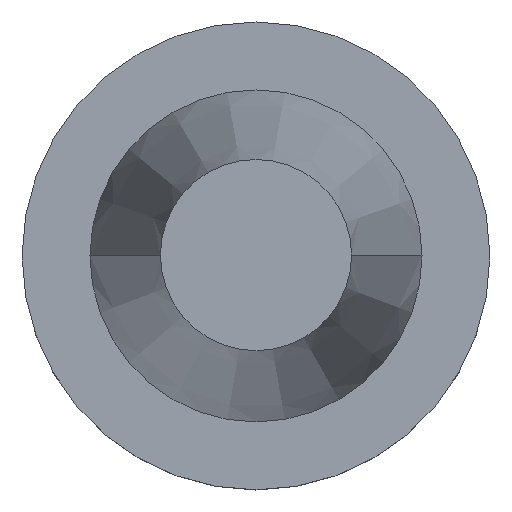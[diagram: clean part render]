
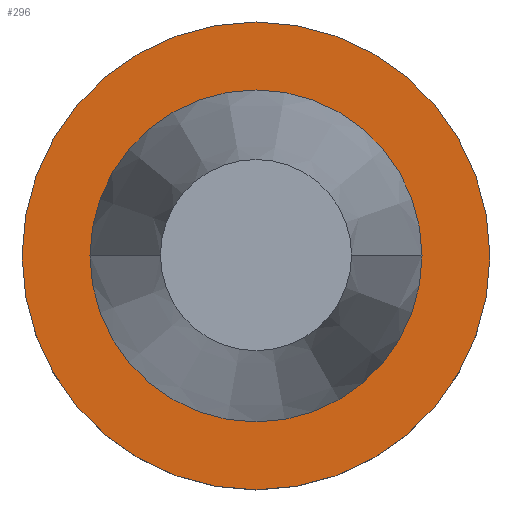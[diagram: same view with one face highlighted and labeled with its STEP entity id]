
A CAD part, top view. The second image highlights one B-rep face of the part: STEP entity #296.
In plain terms, the highlighted planar face has unit normal (0, 0, 1).
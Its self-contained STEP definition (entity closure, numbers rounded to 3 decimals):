
#4 = CIRCLE ( 'NONE', #678, 49.215 ) ;
#8 = CIRCLE ( 'NONE', #429, 34.925 ) ;
#55 = CARTESIAN_POINT ( 'NONE',  ( -49.215, 0., -1.5 ) ) ;
#66 = ORIENTED_EDGE ( 'NONE', *, *, #504, .T. ) ;
#86 = DIRECTION ( 'NONE',  ( 0., 0., 1. ) ) ;
#121 = CIRCLE ( 'NONE', #468, 49.215 ) ;
#124 = ORIENTED_EDGE ( 'NONE', *, *, #490, .T. ) ;
#147 = DIRECTION ( 'NONE',  ( 1., 0., 0. ) ) ;
#153 = VERTEX_POINT ( 'NONE', #55 ) ;
#162 = DIRECTION ( 'NONE',  ( 1., 0., 0. ) ) ;
#175 = DIRECTION ( 'NONE',  ( -1., 0., 0. ) ) ;
#184 = DIRECTION ( 'NONE',  ( 0., 0., 1. ) ) ;
#197 = EDGE_CURVE ( 'NONE', #373, #814, #8, .T. ) ;
#220 = PLANE ( 'NONE',  #514 ) ;
#244 = CARTESIAN_POINT ( 'NONE',  ( 0., 49.215, -1.5 ) ) ;
#251 = EDGE_LOOP ( 'NONE', ( #66, #124 ) ) ;
#296 = ADVANCED_FACE ( 'NONE', ( #762, #834 ), #220, .F. ) ;
#350 = AXIS2_PLACEMENT_3D ( 'NONE', #367, #828, #162 ) ;
#367 = CARTESIAN_POINT ( 'NONE',  ( 0., 0., -1.5 ) ) ;
#373 = VERTEX_POINT ( 'NONE', #432 ) ;
#383 = EDGE_CURVE ( 'NONE', #814, #373, #743, .T. ) ;
#429 = AXIS2_PLACEMENT_3D ( 'NONE', #627, #86, #147 ) ;
#432 = CARTESIAN_POINT ( 'NONE',  ( 34.925, 0., -1.5 ) ) ;
#468 = AXIS2_PLACEMENT_3D ( 'NONE', #534, #184, #783 ) ;
#490 = EDGE_CURVE ( 'NONE', #153, #526, #121, .T. ) ;
#502 = CARTESIAN_POINT ( 'NONE',  ( -34.925, 0., -1.5 ) ) ;
#504 = EDGE_CURVE ( 'NONE', #526, #153, #4, .T. ) ;
#511 = DIRECTION ( 'NONE',  ( 0., 0., -1. ) ) ;
#514 = AXIS2_PLACEMENT_3D ( 'NONE', #244, #511, #175 ) ;
#519 = EDGE_LOOP ( 'NONE', ( #831, #760 ) ) ;
#526 = VERTEX_POINT ( 'NONE', #531 ) ;
#531 = CARTESIAN_POINT ( 'NONE',  ( 49.215, 0., -1.5 ) ) ;
#534 = CARTESIAN_POINT ( 'NONE',  ( 0., 0., -1.5 ) ) ;
#627 = CARTESIAN_POINT ( 'NONE',  ( 0., 0., -1.5 ) ) ;
#651 = CARTESIAN_POINT ( 'NONE',  ( 0., 0., -1.5 ) ) ;
#666 = DIRECTION ( 'NONE',  ( 0., 0., 1. ) ) ;
#678 = AXIS2_PLACEMENT_3D ( 'NONE', #651, #666, #850 ) ;
#743 = CIRCLE ( 'NONE', #350, 34.925 ) ;
#760 = ORIENTED_EDGE ( 'NONE', *, *, #383, .F. ) ;
#762 = FACE_BOUND ( 'NONE', #519, .T. ) ;
#783 = DIRECTION ( 'NONE',  ( 1., 0., 0. ) ) ;
#814 = VERTEX_POINT ( 'NONE', #502 ) ;
#828 = DIRECTION ( 'NONE',  ( 0., 0., 1. ) ) ;
#831 = ORIENTED_EDGE ( 'NONE', *, *, #197, .F. ) ;
#834 = FACE_OUTER_BOUND ( 'NONE', #251, .T. ) ;
#850 = DIRECTION ( 'NONE',  ( 1., 0., 0. ) ) ;
